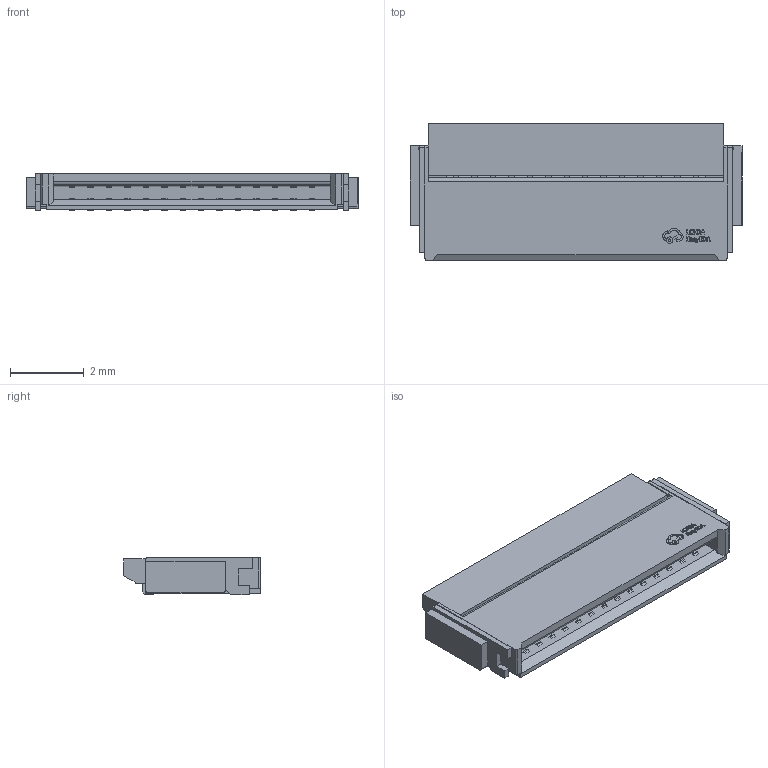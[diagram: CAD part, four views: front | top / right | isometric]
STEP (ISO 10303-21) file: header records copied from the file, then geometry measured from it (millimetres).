
FILE_DESCRIPTION (( 'STEP AP214' ), '1' );
FILE_NAME ('FPC-SMD_14P-P0.50_PANASONIC_AYF531435.step', '2022-07-06T08:18:41', ( '' ), ( '' ), 'SwSTEP 2.0', 'SolidWorks 2020', '' );
FILE_SCHEMA (( 'AUTOMOTIVE_DESIGN' ));
Length unit declared in the file: millimetre
Products named in the file (1): FPC-SMD_14P-P0.50_PANASONIC_AYF531435
Bounding box: 9 x 3.7 x 1.01 mm (x, y, z)
Volume: 24.1 mm3; surface area: 122.6 mm2
Topology: 1 solids, 1 shells, 704 faces, 1940 edges, 1288 vertices
Faces by surface type: plane 493, bspline 112, cylinder 99
Entity records: 31194 total; most frequent: CARTESIAN_POINT 6037, ORIENTED_EDGE 3880, DIRECTION 3098, EDGE_CURVE 1940, LINE 1512, VECTOR 1512, VERTEX_POINT 1288, AXIS2_PLACEMENT_3D 793
